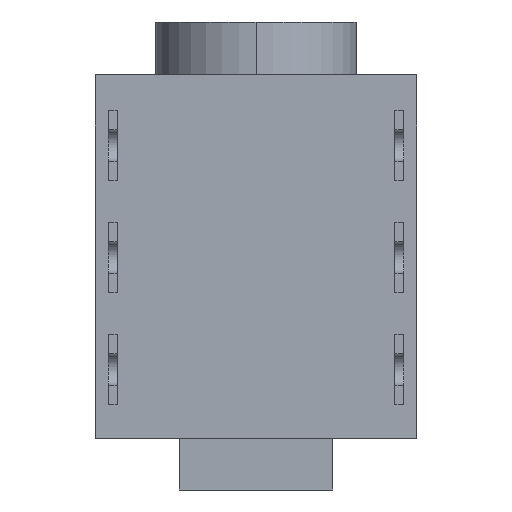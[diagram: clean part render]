
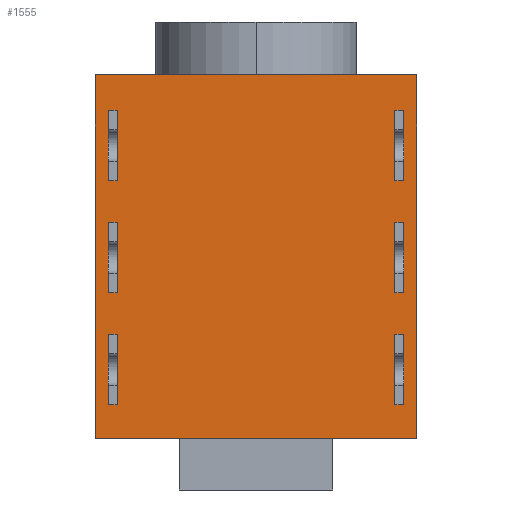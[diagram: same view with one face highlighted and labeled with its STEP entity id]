
A CAD part, front view. The second image highlights one B-rep face of the part: STEP entity #1555.
In plain terms, the highlighted planar face has unit normal (0, -1, 0).
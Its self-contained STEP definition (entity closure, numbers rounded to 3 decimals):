
#230=DIRECTION('',(1.,0.,0.));
#231=VECTOR('',#230,18.2);
#232=CARTESIAN_POINT('',(-9.1,0.22,0.));
#233=LINE('',#232,#231);
#328=DIRECTION('',(0.,0.,-1.));
#329=VECTOR('',#328,20.61);
#330=CARTESIAN_POINT('',(9.1,0.22,0.));
#331=LINE('',#330,#329);
#360=DIRECTION('',(0.,0.,-1.));
#361=VECTOR('',#360,20.61);
#362=CARTESIAN_POINT('',(-9.1,0.22,0.));
#363=LINE('',#362,#361);
#364=DIRECTION('',(0.,0.,-1.));
#365=VECTOR('',#364,4.);
#366=CARTESIAN_POINT('',(7.865,0.22,-2.));
#367=LINE('',#366,#365);
#368=DIRECTION('',(1.,0.,0.));
#369=VECTOR('',#368,0.5);
#370=CARTESIAN_POINT('',(7.865,0.22,-6.));
#371=LINE('',#370,#369);
#372=DIRECTION('',(0.,0.,1.));
#373=VECTOR('',#372,4.);
#374=CARTESIAN_POINT('',(8.365,0.22,-6.));
#375=LINE('',#374,#373);
#376=DIRECTION('',(-1.,0.,0.));
#377=VECTOR('',#376,0.5);
#378=CARTESIAN_POINT('',(8.365,0.22,-2.));
#379=LINE('',#378,#377);
#380=DIRECTION('',(0.,0.,-1.));
#381=VECTOR('',#380,4.);
#382=CARTESIAN_POINT('',(7.865,0.22,-8.35));
#383=LINE('',#382,#381);
#384=DIRECTION('',(1.,0.,0.));
#385=VECTOR('',#384,0.5);
#386=CARTESIAN_POINT('',(7.865,0.22,-12.35));
#387=LINE('',#386,#385);
#388=DIRECTION('',(0.,0.,1.));
#389=VECTOR('',#388,4.);
#390=CARTESIAN_POINT('',(8.365,0.22,-12.35));
#391=LINE('',#390,#389);
#392=DIRECTION('',(-1.,0.,0.));
#393=VECTOR('',#392,0.5);
#394=CARTESIAN_POINT('',(8.365,0.22,-8.35));
#395=LINE('',#394,#393);
#396=DIRECTION('',(0.,0.,-1.));
#397=VECTOR('',#396,4.);
#398=CARTESIAN_POINT('',(7.865,0.22,-14.7));
#399=LINE('',#398,#397);
#400=DIRECTION('',(1.,0.,0.));
#401=VECTOR('',#400,0.5);
#402=CARTESIAN_POINT('',(7.865,0.22,-18.7));
#403=LINE('',#402,#401);
#404=DIRECTION('',(0.,0.,1.));
#405=VECTOR('',#404,4.);
#406=CARTESIAN_POINT('',(8.365,0.22,-18.7));
#407=LINE('',#406,#405);
#408=DIRECTION('',(-1.,0.,0.));
#409=VECTOR('',#408,0.5);
#410=CARTESIAN_POINT('',(8.365,0.22,-14.7));
#411=LINE('',#410,#409);
#412=DIRECTION('',(-1.,0.,0.));
#413=VECTOR('',#412,0.5);
#414=CARTESIAN_POINT('',(-7.865,0.22,-2.));
#415=LINE('',#414,#413);
#416=DIRECTION('',(0.,0.,-1.));
#417=VECTOR('',#416,4.);
#418=CARTESIAN_POINT('',(-8.365,0.22,-2.));
#419=LINE('',#418,#417);
#420=DIRECTION('',(1.,0.,0.));
#421=VECTOR('',#420,0.5);
#422=CARTESIAN_POINT('',(-8.365,0.22,-6.));
#423=LINE('',#422,#421);
#424=DIRECTION('',(0.,0.,1.));
#425=VECTOR('',#424,4.);
#426=CARTESIAN_POINT('',(-7.865,0.22,-6.));
#427=LINE('',#426,#425);
#428=DIRECTION('',(-1.,0.,0.));
#429=VECTOR('',#428,0.5);
#430=CARTESIAN_POINT('',(-7.865,0.22,-8.35));
#431=LINE('',#430,#429);
#432=DIRECTION('',(0.,0.,-1.));
#433=VECTOR('',#432,4.);
#434=CARTESIAN_POINT('',(-8.365,0.22,-8.35));
#435=LINE('',#434,#433);
#436=DIRECTION('',(1.,0.,0.));
#437=VECTOR('',#436,0.5);
#438=CARTESIAN_POINT('',(-8.365,0.22,-12.35));
#439=LINE('',#438,#437);
#440=DIRECTION('',(0.,0.,1.));
#441=VECTOR('',#440,4.);
#442=CARTESIAN_POINT('',(-7.865,0.22,-12.35));
#443=LINE('',#442,#441);
#444=DIRECTION('',(-1.,0.,0.));
#445=VECTOR('',#444,0.5);
#446=CARTESIAN_POINT('',(-7.865,0.22,-14.7));
#447=LINE('',#446,#445);
#448=DIRECTION('',(0.,0.,-1.));
#449=VECTOR('',#448,4.);
#450=CARTESIAN_POINT('',(-8.365,0.22,-14.7));
#451=LINE('',#450,#449);
#452=DIRECTION('',(1.,0.,0.));
#453=VECTOR('',#452,0.5);
#454=CARTESIAN_POINT('',(-8.365,0.22,-18.7));
#455=LINE('',#454,#453);
#456=DIRECTION('',(0.,0.,1.));
#457=VECTOR('',#456,4.);
#458=CARTESIAN_POINT('',(-7.865,0.22,-18.7));
#459=LINE('',#458,#457);
#510=DIRECTION('',(1.,0.,0.));
#511=VECTOR('',#510,18.2);
#512=CARTESIAN_POINT('',(-9.1,0.22,-20.61));
#513=LINE('',#512,#511);
#1002=CARTESIAN_POINT('',(9.1,0.22,0.));
#1004=VERTEX_POINT('',#1002);
#1007=CARTESIAN_POINT('',(-9.1,0.22,0.));
#1009=VERTEX_POINT('',#1007);
#1010=CARTESIAN_POINT('',(9.1,0.22,-20.61));
#1012=VERTEX_POINT('',#1010);
#1015=CARTESIAN_POINT('',(-9.1,0.22,-20.61));
#1017=VERTEX_POINT('',#1015);
#1080=CARTESIAN_POINT('',(7.865,0.22,-2.));
#1081=CARTESIAN_POINT('',(7.865,0.22,-6.));
#1082=VERTEX_POINT('',#1080);
#1083=VERTEX_POINT('',#1081);
#1084=CARTESIAN_POINT('',(8.365,0.22,-6.));
#1085=VERTEX_POINT('',#1084);
#1086=CARTESIAN_POINT('',(8.365,0.22,-2.));
#1087=VERTEX_POINT('',#1086);
#1088=CARTESIAN_POINT('',(7.865,0.22,-8.35));
#1089=CARTESIAN_POINT('',(7.865,0.22,-12.35));
#1090=VERTEX_POINT('',#1088);
#1091=VERTEX_POINT('',#1089);
#1092=CARTESIAN_POINT('',(8.365,0.22,-12.35));
#1093=VERTEX_POINT('',#1092);
#1094=CARTESIAN_POINT('',(8.365,0.22,-8.35));
#1095=VERTEX_POINT('',#1094);
#1096=CARTESIAN_POINT('',(7.865,0.22,-14.7));
#1097=CARTESIAN_POINT('',(7.865,0.22,-18.7));
#1098=VERTEX_POINT('',#1096);
#1099=VERTEX_POINT('',#1097);
#1100=CARTESIAN_POINT('',(8.365,0.22,-18.7));
#1101=VERTEX_POINT('',#1100);
#1102=CARTESIAN_POINT('',(8.365,0.22,-14.7));
#1103=VERTEX_POINT('',#1102);
#1104=CARTESIAN_POINT('',(-7.865,0.22,-2.));
#1105=CARTESIAN_POINT('',(-8.365,0.22,-2.));
#1106=VERTEX_POINT('',#1104);
#1107=VERTEX_POINT('',#1105);
#1108=CARTESIAN_POINT('',(-8.365,0.22,-6.));
#1109=VERTEX_POINT('',#1108);
#1110=CARTESIAN_POINT('',(-7.865,0.22,-6.));
#1111=VERTEX_POINT('',#1110);
#1112=CARTESIAN_POINT('',(-7.865,0.22,-8.35));
#1113=CARTESIAN_POINT('',(-8.365,0.22,-8.35));
#1114=VERTEX_POINT('',#1112);
#1115=VERTEX_POINT('',#1113);
#1116=CARTESIAN_POINT('',(-8.365,0.22,-12.35));
#1117=VERTEX_POINT('',#1116);
#1118=CARTESIAN_POINT('',(-7.865,0.22,-12.35));
#1119=VERTEX_POINT('',#1118);
#1120=CARTESIAN_POINT('',(-7.865,0.22,-14.7));
#1121=CARTESIAN_POINT('',(-8.365,0.22,-14.7));
#1122=VERTEX_POINT('',#1120);
#1123=VERTEX_POINT('',#1121);
#1124=CARTESIAN_POINT('',(-8.365,0.22,-18.7));
#1125=VERTEX_POINT('',#1124);
#1126=CARTESIAN_POINT('',(-7.865,0.22,-18.7));
#1127=VERTEX_POINT('',#1126);
#1483=CARTESIAN_POINT('',(-9.1,0.22,0.));
#1484=DIRECTION('',(0.,-1.,0.));
#1485=DIRECTION('',(1.,0.,0.));
#1486=AXIS2_PLACEMENT_3D('',#1483,#1484,#1485);
#1487=PLANE('',#1486);
#1488=ORIENTED_EDGE('',*,*,#1263,.T.);
#1489=ORIENTED_EDGE('',*,*,#1380,.T.);
#1491=ORIENTED_EDGE('',*,*,#1490,.F.);
#1492=ORIENTED_EDGE('',*,*,#1475,.F.);
#1493=EDGE_LOOP('',(#1488,#1489,#1491,#1492));
#1494=FACE_OUTER_BOUND('',#1493,.F.);
#1496=ORIENTED_EDGE('',*,*,#1495,.T.);
#1498=ORIENTED_EDGE('',*,*,#1497,.T.);
#1500=ORIENTED_EDGE('',*,*,#1499,.T.);
#1502=ORIENTED_EDGE('',*,*,#1501,.T.);
#1503=EDGE_LOOP('',(#1496,#1498,#1500,#1502));
#1504=FACE_BOUND('',#1503,.F.);
#1506=ORIENTED_EDGE('',*,*,#1505,.T.);
#1508=ORIENTED_EDGE('',*,*,#1507,.T.);
#1510=ORIENTED_EDGE('',*,*,#1509,.T.);
#1512=ORIENTED_EDGE('',*,*,#1511,.T.);
#1513=EDGE_LOOP('',(#1506,#1508,#1510,#1512));
#1514=FACE_BOUND('',#1513,.F.);
#1516=ORIENTED_EDGE('',*,*,#1515,.T.);
#1518=ORIENTED_EDGE('',*,*,#1517,.T.);
#1520=ORIENTED_EDGE('',*,*,#1519,.T.);
#1522=ORIENTED_EDGE('',*,*,#1521,.T.);
#1523=EDGE_LOOP('',(#1516,#1518,#1520,#1522));
#1524=FACE_BOUND('',#1523,.F.);
#1526=ORIENTED_EDGE('',*,*,#1525,.T.);
#1528=ORIENTED_EDGE('',*,*,#1527,.T.);
#1530=ORIENTED_EDGE('',*,*,#1529,.T.);
#1532=ORIENTED_EDGE('',*,*,#1531,.T.);
#1533=EDGE_LOOP('',(#1526,#1528,#1530,#1532));
#1534=FACE_BOUND('',#1533,.F.);
#1536=ORIENTED_EDGE('',*,*,#1535,.T.);
#1538=ORIENTED_EDGE('',*,*,#1537,.T.);
#1540=ORIENTED_EDGE('',*,*,#1539,.T.);
#1542=ORIENTED_EDGE('',*,*,#1541,.T.);
#1543=EDGE_LOOP('',(#1536,#1538,#1540,#1542));
#1544=FACE_BOUND('',#1543,.F.);
#1546=ORIENTED_EDGE('',*,*,#1545,.T.);
#1548=ORIENTED_EDGE('',*,*,#1547,.T.);
#1550=ORIENTED_EDGE('',*,*,#1549,.T.);
#1552=ORIENTED_EDGE('',*,*,#1551,.T.);
#1553=EDGE_LOOP('',(#1546,#1548,#1550,#1552));
#1554=FACE_BOUND('',#1553,.F.);
#1263=EDGE_CURVE('',#1009,#1004,#233,.T.);
#1380=EDGE_CURVE('',#1004,#1012,#331,.T.);
#1475=EDGE_CURVE('',#1009,#1017,#363,.T.);
#1490=EDGE_CURVE('',#1017,#1012,#513,.T.);
#1495=EDGE_CURVE('',#1082,#1083,#367,.T.);
#1497=EDGE_CURVE('',#1083,#1085,#371,.T.);
#1499=EDGE_CURVE('',#1085,#1087,#375,.T.);
#1501=EDGE_CURVE('',#1087,#1082,#379,.T.);
#1505=EDGE_CURVE('',#1090,#1091,#383,.T.);
#1507=EDGE_CURVE('',#1091,#1093,#387,.T.);
#1509=EDGE_CURVE('',#1093,#1095,#391,.T.);
#1511=EDGE_CURVE('',#1095,#1090,#395,.T.);
#1515=EDGE_CURVE('',#1098,#1099,#399,.T.);
#1517=EDGE_CURVE('',#1099,#1101,#403,.T.);
#1519=EDGE_CURVE('',#1101,#1103,#407,.T.);
#1521=EDGE_CURVE('',#1103,#1098,#411,.T.);
#1525=EDGE_CURVE('',#1106,#1107,#415,.T.);
#1527=EDGE_CURVE('',#1107,#1109,#419,.T.);
#1529=EDGE_CURVE('',#1109,#1111,#423,.T.);
#1531=EDGE_CURVE('',#1111,#1106,#427,.T.);
#1535=EDGE_CURVE('',#1114,#1115,#431,.T.);
#1537=EDGE_CURVE('',#1115,#1117,#435,.T.);
#1539=EDGE_CURVE('',#1117,#1119,#439,.T.);
#1541=EDGE_CURVE('',#1119,#1114,#443,.T.);
#1545=EDGE_CURVE('',#1122,#1123,#447,.T.);
#1547=EDGE_CURVE('',#1123,#1125,#451,.T.);
#1549=EDGE_CURVE('',#1125,#1127,#455,.T.);
#1551=EDGE_CURVE('',#1127,#1122,#459,.T.);
#1555=ADVANCED_FACE('',(#1494,#1504,#1514,#1524,#1534,#1544,#1554),#1487,.T.);
